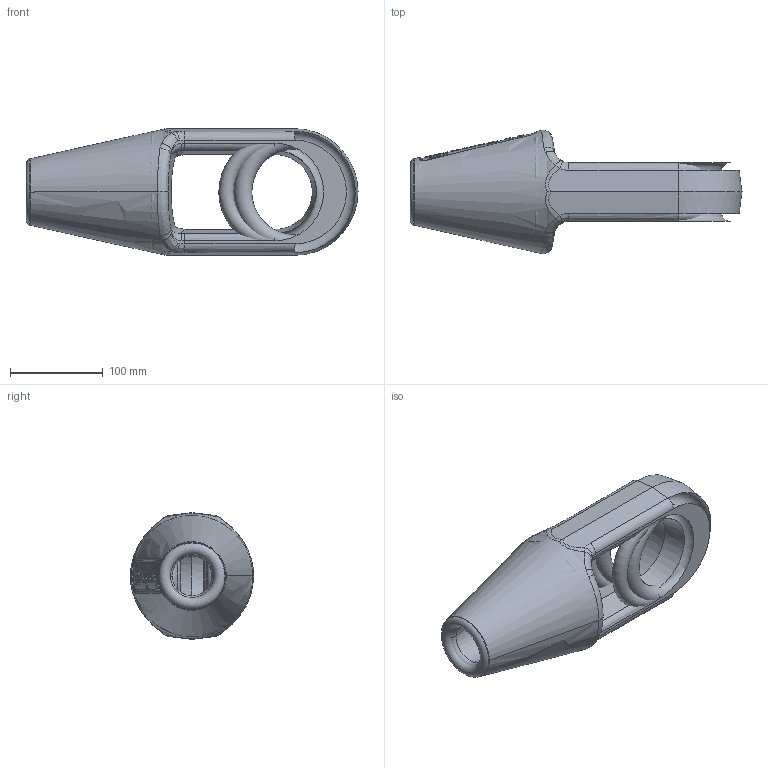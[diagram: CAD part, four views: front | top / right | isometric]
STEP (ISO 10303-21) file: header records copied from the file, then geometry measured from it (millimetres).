
FILE_DESCRIPTION((''),'2;1');
FILE_NAME('CROSBY_417_150_1040073-1040082','2011-08-31T',('Alan Doughty'),('The Crosby Group LLC'),'PRO/ENGINEER BY PARAMETRIC TECHNOLOGY CORPORATION, 2010230','PRO/ENGINEER BY PARAMETRIC TECHNOLOGY CORPORATION, 2010230','');
FILE_SCHEMA(('CONFIG_CONTROL_DESIGN'));
Length unit declared in the file: inch
Products named in the file (1): CROSBY_417_150_1040073-1040082
Bounding box: 358.25 x 133.32 x 136.65 mm (x, y, z)
Surface area: 254976.3 mm2 (no closed solid volume)
Topology: 0 solids, 0 shells, 257 faces, 1322 edges, 1312 vertices
Faces by surface type: bspline 241, torus 16
Entity records: 24961 total; most frequent: CARTESIAN_POINT 15295, DEFINITIONAL_REPRESENTATION 1302, PCURVE 1302, COMPOSITE_CURVE_SEGMENT 1302, DIRECTION 1147, B_SPLINE_CURVE_WITH_KNOTS 1024, TRIMMED_CURVE 929, VECTOR 743
